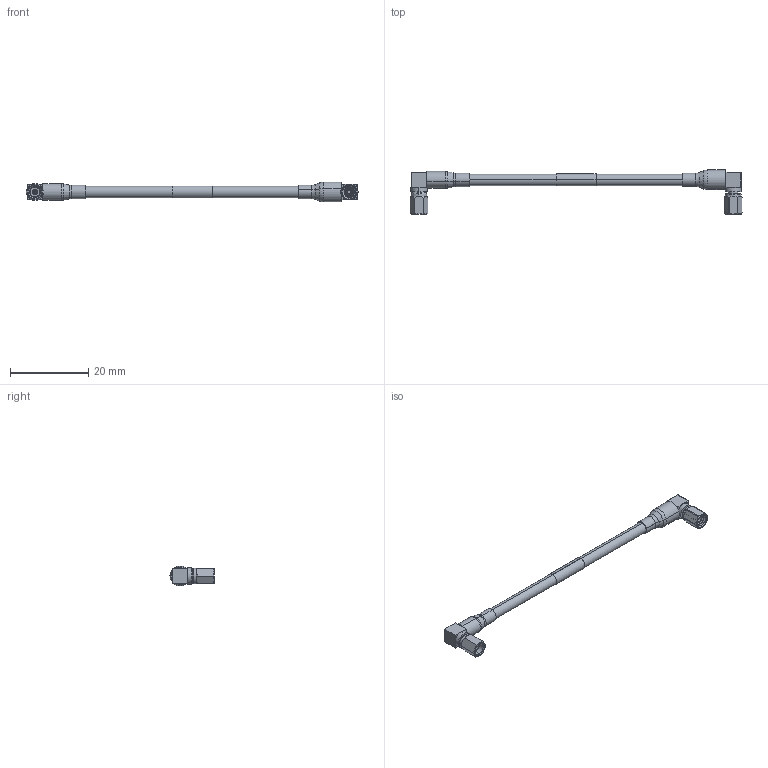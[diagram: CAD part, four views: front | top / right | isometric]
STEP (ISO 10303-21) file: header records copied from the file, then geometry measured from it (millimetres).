
FILE_DESCRIPTION (( 'STEP AP214' ), '1' );
FILE_NAME ('FMCA1501_3D.STEP', '2021-11-08T23:05:18', ( '' ), ( '' ), 'SwSTEP 2.0', 'SolidWorks 2021', '' );
FILE_SCHEMA (( 'AUTOMOTIVE_DESIGN' ));
Length unit declared in the file: inch
Products named in the file (6): CA-316-MA1_3_.75" LENGTH; PE45383/FMCN1268(Ticket #1334)___; PE45498; RG316-DS_WITH LABEL; CA-316-MA1_3_.175" ID; FMCA1501_3D
Assembly tree (5 placements, depth 2):
  FMCA1501_3D
    RG316-DS_WITH LABEL
    PE45383/FMCN1268(Ticket #1334)___
    PE45498
    CA-316-MA1_3_.175" ID
    CA-316-MA1_3_.75" LENGTH
Bounding box: 84.68 x 11.26 x 5.08 mm (x, y, z)
Volume: 858.9 mm3; surface area: 2405.4 mm2
Topology: 7 solids, 7 shells, 291 faces, 673 edges, 401 vertices
Faces by surface type: cylinder 111, plane 95, cone 59, torus 12, sphere 11, bspline 3
Entity records: 9540 total; most frequent: CARTESIAN_POINT 2715, DIRECTION 1413, ORIENTED_EDGE 1316, EDGE_CURVE 658, AXIS2_PLACEMENT_3D 577, VERTEX_POINT 397, EDGE_LOOP 317, FACE_OUTER_BOUND 291
